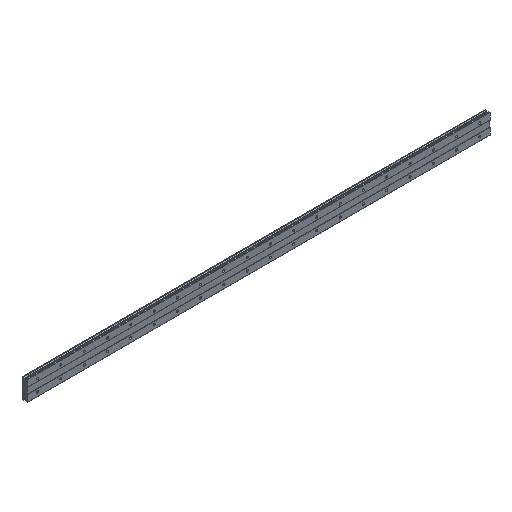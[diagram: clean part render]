
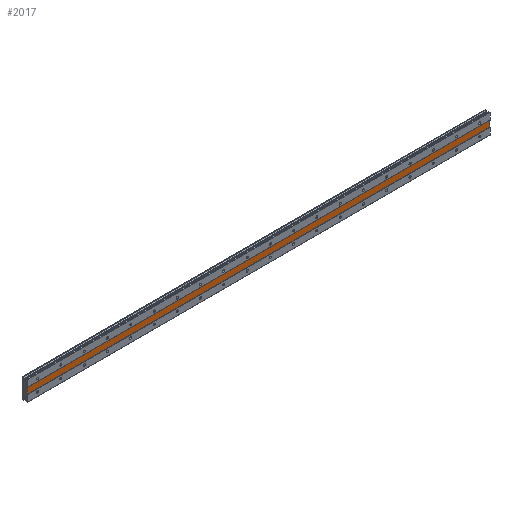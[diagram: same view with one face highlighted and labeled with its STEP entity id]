
A CAD part, isometric view. The second image highlights one B-rep face of the part: STEP entity #2017.
In plain terms, the highlighted planar face has unit normal (0, -1, 0).
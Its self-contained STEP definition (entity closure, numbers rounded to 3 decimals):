
#109 = CARTESIAN_POINT ( 'NONE',  ( -35., 1., 10. ) ) ;
#150 = ORIENTED_EDGE ( 'NONE', *, *, #5615, .T. ) ;
#152 = FACE_OUTER_BOUND ( 'NONE', #6663, .T. ) ;
#165 = DIRECTION ( 'NONE',  ( 1., 0., 0. ) ) ;
#184 = LINE ( 'NONE', #1237, #3897 ) ;
#248 = VERTEX_POINT ( 'NONE', #1884 ) ;
#339 = CARTESIAN_POINT ( 'NONE',  ( 1555., 1., 34.482 ) ) ;
#684 = VERTEX_POINT ( 'NONE', #6049 ) ;
#686 = DIRECTION ( 'NONE',  ( 0., 1., 0. ) ) ;
#751 = VECTOR ( 'NONE', #165, 1000. ) ;
#930 = DIRECTION ( 'NONE',  ( 0., 0., -1. ) ) ;
#1175 = ORIENTED_EDGE ( 'NONE', *, *, #3883, .F. ) ;
#1237 = CARTESIAN_POINT ( 'NONE',  ( -35., 1., 34.482 ) ) ;
#1320 = VECTOR ( 'NONE', #930, 1000. ) ;
#1345 = DIRECTION ( 'NONE',  ( 0., 0., 1. ) ) ;
#1884 = CARTESIAN_POINT ( 'NONE',  ( 1555., 1., -10. ) ) ;
#1899 = LINE ( 'NONE', #5171, #751 ) ;
#2017 = ADVANCED_FACE ( 'NONE', ( #152 ), #3995, .F. ) ;
#2082 = VERTEX_POINT ( 'NONE', #3569 ) ;
#2400 = DIRECTION ( 'NONE',  ( 0., 0., -1. ) ) ;
#2711 = ORIENTED_EDGE ( 'NONE', *, *, #3794, .T. ) ;
#2995 = CARTESIAN_POINT ( 'NONE',  ( 1555., 1., 10. ) ) ;
#3569 = CARTESIAN_POINT ( 'NONE',  ( -35., 1., -10. ) ) ;
#3628 = LINE ( 'NONE', #339, #1320 ) ;
#3794 = EDGE_CURVE ( 'NONE', #4184, #2082, #184, .T. ) ;
#3883 = EDGE_CURVE ( 'NONE', #684, #248, #3628, .T. ) ;
#3897 = VECTOR ( 'NONE', #2400, 1000. ) ;
#3995 = PLANE ( 'NONE',  #5753 ) ;
#4069 = CARTESIAN_POINT ( 'NONE',  ( 1555., 1., 10. ) ) ;
#4135 = LINE ( 'NONE', #2995, #7182 ) ;
#4184 = VERTEX_POINT ( 'NONE', #109 ) ;
#5171 = CARTESIAN_POINT ( 'NONE',  ( 1555., 1., -10. ) ) ;
#5230 = DIRECTION ( 'NONE',  ( 1., 0., 0. ) ) ;
#5615 = EDGE_CURVE ( 'NONE', #2082, #248, #1899, .T. ) ;
#5753 = AXIS2_PLACEMENT_3D ( 'NONE', #4069, #686, #1345 ) ;
#6049 = CARTESIAN_POINT ( 'NONE',  ( 1555., 1., 10. ) ) ;
#6118 = ORIENTED_EDGE ( 'NONE', *, *, #6547, .F. ) ;
#6547 = EDGE_CURVE ( 'NONE', #4184, #684, #4135, .T. ) ;
#6663 = EDGE_LOOP ( 'NONE', ( #150, #1175, #6118, #2711 ) ) ;
#7182 = VECTOR ( 'NONE', #5230, 1000. ) ;
